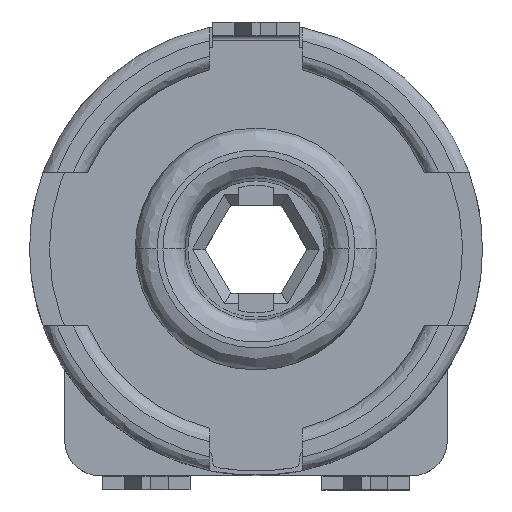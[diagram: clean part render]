
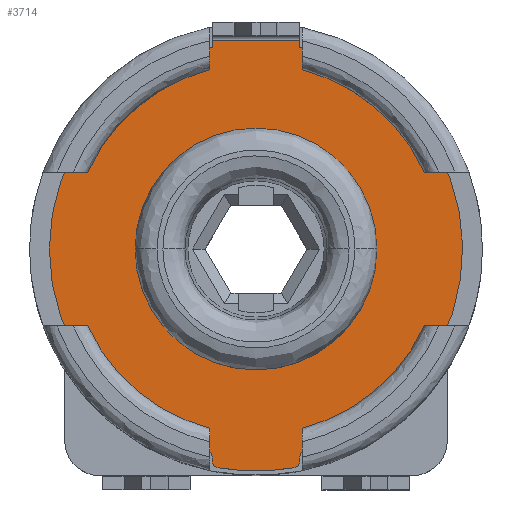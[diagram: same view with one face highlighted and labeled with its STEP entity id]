
A CAD part, top view. The second image highlights one B-rep face of the part: STEP entity #3714.
In plain terms, the highlighted planar face has unit normal (0, 0, 1).
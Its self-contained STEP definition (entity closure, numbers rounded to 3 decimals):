
#7 = DIRECTION ( 'NONE',  ( -1., 0., 0. ) ) ;
#57 = DIRECTION ( 'NONE',  ( 0., 0., 1. ) ) ;
#68 = ORIENTED_EDGE ( 'NONE', *, *, #6298, .F. ) ;
#106 = CIRCLE ( 'NONE', #7006, 2.6 ) ;
#268 = FACE_BOUND ( 'NONE', #2223, .T. ) ;
#282 = AXIS2_PLACEMENT_3D ( 'NONE', #3345, #3905, #6017 ) ;
#354 = CARTESIAN_POINT ( 'NONE',  ( -0.859, -4.976, 0.3 ) ) ;
#379 = ORIENTED_EDGE ( 'NONE', *, *, #5965, .F. ) ;
#484 = EDGE_CURVE ( 'NONE', #3585, #7005, #1426, .T. ) ;
#486 = CARTESIAN_POINT ( 'NONE',  ( -0.83, -4.809, 0.3 ) ) ;
#593 = DIRECTION ( 'NONE',  ( -1., 0., 0. ) ) ;
#700 = LINE ( 'NONE', #3599, #8202 ) ;
#710 = DIRECTION ( 'NONE',  ( -1., 0., 0. ) ) ;
#855 = DIRECTION ( 'NONE',  ( 0., 0., -1. ) ) ;
#908 = CARTESIAN_POINT ( 'NONE',  ( 0., 0., 0.3 ) ) ;
#940 = DIRECTION ( 'NONE',  ( -1., 0., 0. ) ) ;
#960 = ORIENTED_EDGE ( 'NONE', *, *, #8735, .F. ) ;
#1194 = VERTEX_POINT ( 'NONE', #8156 ) ;
#1345 = AXIS2_PLACEMENT_3D ( 'NONE', #5224, #4534, #940 ) ;
#1366 = CIRCLE ( 'NONE', #7654, 4.7 ) ;
#1426 = LINE ( 'NONE', #9104, #8208 ) ;
#1454 = VERTEX_POINT ( 'NONE', #2756 ) ;
#1479 = DIRECTION ( 'NONE',  ( -1., 0., 0. ) ) ;
#1609 = CARTESIAN_POINT ( 'NONE',  ( -1., -4.809, 0.3 ) ) ;
#1638 = CARTESIAN_POINT ( 'NONE',  ( -1., 9.812, 0.3 ) ) ;
#1678 = CARTESIAN_POINT ( 'NONE',  ( -1., -4.809, 0.3 ) ) ;
#1865 = LINE ( 'NONE', #3343, #6333 ) ;
#1964 = ORIENTED_EDGE ( 'NONE', *, *, #5277, .T. ) ;
#1988 = EDGE_CURVE ( 'NONE', #1454, #8634, #6365, .T. ) ;
#2140 = DIRECTION ( 'NONE',  ( 0., 0., -1. ) ) ;
#2223 = EDGE_LOOP ( 'NONE', ( #5953, #6085 ) ) ;
#2251 = VECTOR ( 'NONE', #5968, 1000. ) ;
#2485 = PLANE ( 'NONE',  #282 ) ;
#2684 = AXIS2_PLACEMENT_3D ( 'NONE', #7899, #855, #1479 ) ;
#2756 = CARTESIAN_POINT ( 'NONE',  ( 2.6, 0., 0.3 ) ) ;
#3008 = ORIENTED_EDGE ( 'NONE', *, *, #6356, .T. ) ;
#3019 = CIRCLE ( 'NONE', #1345, 4.7 ) ;
#3090 = DIRECTION ( 'NONE',  ( -1., 0., 0. ) ) ;
#3253 = FACE_OUTER_BOUND ( 'NONE', #7407, .T. ) ;
#3284 = DIRECTION ( 'NONE',  ( -1., 0., 0. ) ) ;
#3343 = CARTESIAN_POINT ( 'NONE',  ( 0.33, 4.754, 0.3 ) ) ;
#3345 = CARTESIAN_POINT ( 'NONE',  ( 0.33, 9.812, 0.3 ) ) ;
#3354 = VERTEX_POINT ( 'NONE', #4007 ) ;
#3372 = CARTESIAN_POINT ( 'NONE',  ( -4.7, 0., 0.3 ) ) ;
#3409 = CARTESIAN_POINT ( 'NONE',  ( -1., 4.592, 0.3 ) ) ;
#3441 = EDGE_CURVE ( 'NONE', #8290, #3354, #3638, .T. ) ;
#3477 = CARTESIAN_POINT ( 'NONE',  ( 0., 0., 0.3 ) ) ;
#3585 = VERTEX_POINT ( 'NONE', #7970 ) ;
#3599 = CARTESIAN_POINT ( 'NONE',  ( 1., 7.05, 0.3 ) ) ;
#3638 = CIRCLE ( 'NONE', #8863, 4.7 ) ;
#3714 = ADVANCED_FACE ( 'NONE', ( #268, #3253 ), #2485, .F. ) ;
#3720 = CARTESIAN_POINT ( 'NONE',  ( 1., 4.754, 0.3 ) ) ;
#3740 = DIRECTION ( 'NONE',  ( 0., 1., 0. ) ) ;
#3905 = DIRECTION ( 'NONE',  ( 0., 0., -1. ) ) ;
#4001 = ORIENTED_EDGE ( 'NONE', *, *, #5333, .T. ) ;
#4007 = CARTESIAN_POINT ( 'NONE',  ( 1.129, -4.562, 0.3 ) ) ;
#4213 = DIRECTION ( 'NONE',  ( 0., 1., 0. ) ) ;
#4311 = CARTESIAN_POINT ( 'NONE',  ( 1., -4.727, 0.3 ) ) ;
#4378 = CIRCLE ( 'NONE', #6768, 0.17 ) ;
#4390 = CARTESIAN_POINT ( 'NONE',  ( -2.6, 0., 0.3 ) ) ;
#4474 = EDGE_CURVE ( 'NONE', #5495, #5961, #4514, .T. ) ;
#4490 = DIRECTION ( 'NONE',  ( 0., -1., 0. ) ) ;
#4514 = CIRCLE ( 'NONE', #6451, 5.05 ) ;
#4534 = DIRECTION ( 'NONE',  ( 0., 0., -1. ) ) ;
#4576 = EDGE_CURVE ( 'NONE', #5145, #5008, #8623, .T. ) ;
#4670 = ORIENTED_EDGE ( 'NONE', *, *, #4576, .F. ) ;
#4690 = CARTESIAN_POINT ( 'NONE',  ( -1., 4.754, 0.3 ) ) ;
#4833 = DIRECTION ( 'NONE',  ( 0., 0., -1. ) ) ;
#4877 = VERTEX_POINT ( 'NONE', #1678 ) ;
#4957 = ORIENTED_EDGE ( 'NONE', *, *, #3441, .F. ) ;
#5008 = VERTEX_POINT ( 'NONE', #4690 ) ;
#5145 = VERTEX_POINT ( 'NONE', #3409 ) ;
#5190 = LINE ( 'NONE', #1609, #7605 ) ;
#5219 = EDGE_CURVE ( 'NONE', #8634, #1454, #106, .T. ) ;
#5224 = CARTESIAN_POINT ( 'NONE',  ( 0., 0., 0.3 ) ) ;
#5277 = EDGE_CURVE ( 'NONE', #8290, #9172, #700, .T. ) ;
#5333 = EDGE_CURVE ( 'NONE', #7392, #4877, #5190, .T. ) ;
#5487 = ORIENTED_EDGE ( 'NONE', *, *, #484, .T. ) ;
#5495 = VERTEX_POINT ( 'NONE', #7002 ) ;
#5588 = DIRECTION ( 'NONE',  ( 0., 0., -1. ) ) ;
#5589 = CARTESIAN_POINT ( 'NONE',  ( 0., 0., 0.3 ) ) ;
#5732 = DIRECTION ( 'NONE',  ( -1., 0., 0. ) ) ;
#5953 = ORIENTED_EDGE ( 'NONE', *, *, #5219, .F. ) ;
#5961 = VERTEX_POINT ( 'NONE', #354 ) ;
#5965 = EDGE_CURVE ( 'NONE', #5961, #4877, #8814, .T. ) ;
#5968 = DIRECTION ( 'NONE',  ( 0., 1., 0. ) ) ;
#5969 = VERTEX_POINT ( 'NONE', #3372 ) ;
#6017 = DIRECTION ( 'NONE',  ( -1., 0., 0. ) ) ;
#6059 = DIRECTION ( 'NONE',  ( 1., 0., 0. ) ) ;
#6085 = ORIENTED_EDGE ( 'NONE', *, *, #1988, .F. ) ;
#6094 = DIRECTION ( 'NONE',  ( 0., 0., -1. ) ) ;
#6127 = DIRECTION ( 'NONE',  ( 0., 0., -1. ) ) ;
#6298 = EDGE_CURVE ( 'NONE', #5969, #5145, #3019, .T. ) ;
#6333 = VECTOR ( 'NONE', #6059, 1000. ) ;
#6356 = EDGE_CURVE ( 'NONE', #7005, #3354, #4378, .T. ) ;
#6365 = CIRCLE ( 'NONE', #8008, 2.6 ) ;
#6451 = AXIS2_PLACEMENT_3D ( 'NONE', #5589, #4833, #5732 ) ;
#6502 = DIRECTION ( 'NONE',  ( -1., 0., 0. ) ) ;
#6590 = CIRCLE ( 'NONE', #2684, 0.17 ) ;
#6768 = AXIS2_PLACEMENT_3D ( 'NONE', #8302, #6865, #8878 ) ;
#6865 = DIRECTION ( 'NONE',  ( 0., 0., -1. ) ) ;
#7002 = CARTESIAN_POINT ( 'NONE',  ( 0.859, -4.976, 0.3 ) ) ;
#7005 = VERTEX_POINT ( 'NONE', #4311 ) ;
#7006 = AXIS2_PLACEMENT_3D ( 'NONE', #8553, #57, #6502 ) ;
#7014 = ORIENTED_EDGE ( 'NONE', *, *, #7106, .F. ) ;
#7106 = EDGE_CURVE ( 'NONE', #3585, #5495, #8822, .T. ) ;
#7138 = EDGE_CURVE ( 'NONE', #1194, #7392, #6590, .T. ) ;
#7252 = CARTESIAN_POINT ( 'NONE',  ( 0.83, -4.809, 0.3 ) ) ;
#7392 = VERTEX_POINT ( 'NONE', #8768 ) ;
#7407 = EDGE_LOOP ( 'NONE', ( #960, #4670, #68, #8789, #7703, #4001, #379, #9083, #7014, #5487, #3008, #4957, #1964 ) ) ;
#7471 = AXIS2_PLACEMENT_3D ( 'NONE', #7252, #2140, #710 ) ;
#7605 = VECTOR ( 'NONE', #4490, 1000. ) ;
#7654 = AXIS2_PLACEMENT_3D ( 'NONE', #908, #6127, #3090 ) ;
#7703 = ORIENTED_EDGE ( 'NONE', *, *, #7138, .T. ) ;
#7894 = CARTESIAN_POINT ( 'NONE',  ( 0., 0., 0.3 ) ) ;
#7899 = CARTESIAN_POINT ( 'NONE',  ( -1.17, -4.727, 0.3 ) ) ;
#7970 = CARTESIAN_POINT ( 'NONE',  ( 1., -4.809, 0.3 ) ) ;
#8008 = AXIS2_PLACEMENT_3D ( 'NONE', #7894, #8701, #7 ) ;
#8060 = EDGE_CURVE ( 'NONE', #1194, #5969, #1366, .T. ) ;
#8156 = CARTESIAN_POINT ( 'NONE',  ( -1.129, -4.562, 0.3 ) ) ;
#8202 = VECTOR ( 'NONE', #3740, 1000. ) ;
#8208 = VECTOR ( 'NONE', #4213, 1000. ) ;
#8290 = VERTEX_POINT ( 'NONE', #8351 ) ;
#8302 = CARTESIAN_POINT ( 'NONE',  ( 1.17, -4.727, 0.3 ) ) ;
#8351 = CARTESIAN_POINT ( 'NONE',  ( 1., 4.592, 0.3 ) ) ;
#8353 = AXIS2_PLACEMENT_3D ( 'NONE', #486, #6094, #3284 ) ;
#8553 = CARTESIAN_POINT ( 'NONE',  ( 0., 0., 0.3 ) ) ;
#8623 = LINE ( 'NONE', #1638, #2251 ) ;
#8634 = VERTEX_POINT ( 'NONE', #4390 ) ;
#8701 = DIRECTION ( 'NONE',  ( 0., 0., 1. ) ) ;
#8735 = EDGE_CURVE ( 'NONE', #5008, #9172, #1865, .T. ) ;
#8768 = CARTESIAN_POINT ( 'NONE',  ( -1., -4.727, 0.3 ) ) ;
#8789 = ORIENTED_EDGE ( 'NONE', *, *, #8060, .F. ) ;
#8814 = CIRCLE ( 'NONE', #8353, 0.17 ) ;
#8822 = CIRCLE ( 'NONE', #7471, 0.17 ) ;
#8863 = AXIS2_PLACEMENT_3D ( 'NONE', #3477, #5588, #593 ) ;
#8878 = DIRECTION ( 'NONE',  ( -1., 0., 0. ) ) ;
#9083 = ORIENTED_EDGE ( 'NONE', *, *, #4474, .F. ) ;
#9104 = CARTESIAN_POINT ( 'NONE',  ( 1., -4.809, 0.3 ) ) ;
#9172 = VERTEX_POINT ( 'NONE', #3720 ) ;
